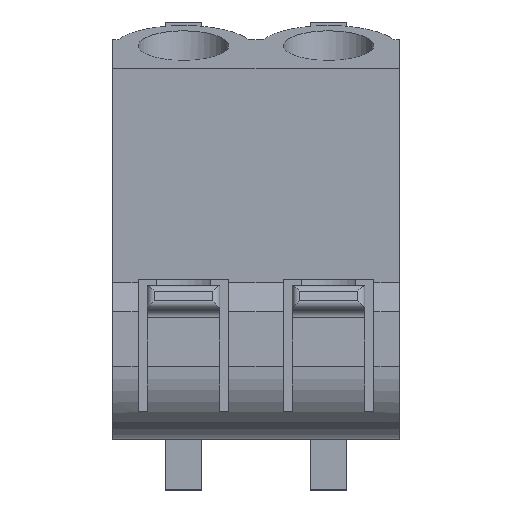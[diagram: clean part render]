
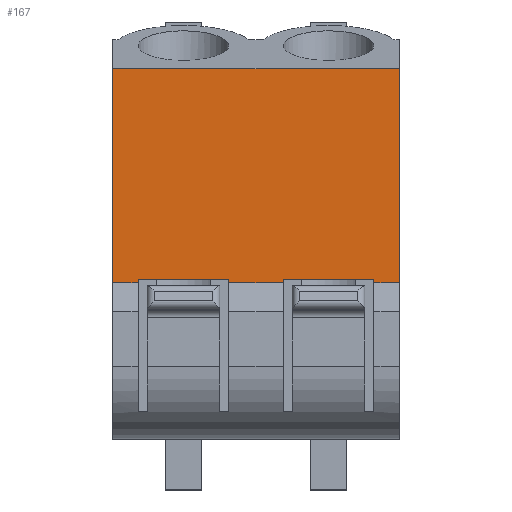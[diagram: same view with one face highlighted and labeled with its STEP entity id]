
A CAD part, top view. The second image highlights one B-rep face of the part: STEP entity #167.
In plain terms, the highlighted planar face has unit normal (0, -0.028, 1).
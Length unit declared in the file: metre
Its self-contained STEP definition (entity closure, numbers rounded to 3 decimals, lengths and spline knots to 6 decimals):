
#167 = ADVANCED_FACE( '', ( #434 ), #435, .F. );
#434 = FACE_OUTER_BOUND( '', #806, .T. );
#435 = PLANE( '', #807 );
#806 = EDGE_LOOP( '', ( #1217, #1218, #1219, #1220, #1221, #1222, #1223, #1224, #1225, #1226, #1227, #1228 ) );
#807 = AXIS2_PLACEMENT_3D( '', #1229, #1230, #1231 );
#1217 = ORIENTED_EDGE( '', *, *, #2302, .F. );
#1218 = ORIENTED_EDGE( '', *, *, #2303, .F. );
#1219 = ORIENTED_EDGE( '', *, *, #2304, .T. );
#1220 = ORIENTED_EDGE( '', *, *, #2305, .T. );
#1221 = ORIENTED_EDGE( '', *, *, #2306, .F. );
#1222 = ORIENTED_EDGE( '', *, *, #2307, .F. );
#1223 = ORIENTED_EDGE( '', *, *, #2308, .F. );
#1224 = ORIENTED_EDGE( '', *, *, #2309, .T. );
#1225 = ORIENTED_EDGE( '', *, *, #2310, .T. );
#1226 = ORIENTED_EDGE( '', *, *, #2311, .F. );
#1227 = ORIENTED_EDGE( '', *, *, #2312, .T. );
#1228 = ORIENTED_EDGE( '', *, *, #2313, .F. );
#1229 = CARTESIAN_POINT( '', ( 0.00395, 0.002804, 0.003899 ) );
#1230 = DIRECTION( '', ( 0., 0.028, -1. ) );
#1231 = DIRECTION( '', ( 0., 1., 0.028 ) );
#2302 = EDGE_CURVE( '', #2785, #2786, #2787, .T. );
#2303 = EDGE_CURVE( '', #2788, #2785, #2789, .T. );
#2304 = EDGE_CURVE( '', #2788, #2790, #2791, .T. );
#2305 = EDGE_CURVE( '', #2790, #2792, #2793, .T. );
#2306 = EDGE_CURVE( '', #2794, #2792, #2795, .T. );
#2307 = EDGE_CURVE( '', #2796, #2794, #2797, .T. );
#2308 = EDGE_CURVE( '', #2798, #2796, #2799, .T. );
#2309 = EDGE_CURVE( '', #2798, #2800, #2801, .T. );
#2310 = EDGE_CURVE( '', #2800, #2802, #2803, .T. );
#2311 = EDGE_CURVE( '', #2804, #2802, #2805, .T. );
#2312 = EDGE_CURVE( '', #2804, #2806, #2807, .T. );
#2313 = EDGE_CURVE( '', #2786, #2806, #2808, .T. );
#2785 = VERTEX_POINT( '', #3475 );
#2786 = VERTEX_POINT( '', #3476 );
#2787 = LINE( '', #3477, #3478 );
#2788 = VERTEX_POINT( '', #3479 );
#2789 = LINE( '', #3480, #3481 );
#2790 = VERTEX_POINT( '', #3482 );
#2791 = LINE( '', #3483, #3484 );
#2792 = VERTEX_POINT( '', #3485 );
#2793 = LINE( '', #3486, #3487 );
#2794 = VERTEX_POINT( '', #3488 );
#2795 = LINE( '', #3489, #3490 );
#2796 = VERTEX_POINT( '', #3491 );
#2797 = LINE( '', #3492, #3493 );
#2798 = VERTEX_POINT( '', #3494 );
#2799 = LINE( '', #3495, #3496 );
#2800 = VERTEX_POINT( '', #3497 );
#2801 = LINE( '', #3498, #3499 );
#2802 = VERTEX_POINT( '', #3500 );
#2803 = LINE( '', #3501, #3502 );
#2804 = VERTEX_POINT( '', #3503 );
#2805 = LINE( '', #3504, #3505 );
#2806 = VERTEX_POINT( '', #3506 );
#2807 = LINE( '', #3507, #3508 );
#2808 = LINE( '', #3509, #3510 );
#3475 = CARTESIAN_POINT( '', ( -0.00075, -0.00075, 0.0038 ) );
#3476 = CARTESIAN_POINT( '', ( -0.00075, -0.00065, 0.003803 ) );
#3477 = CARTESIAN_POINT( '', ( -0.00075, 0.002804, 0.003899 ) );
#3478 = VECTOR( '', #4310, 1. );
#3479 = CARTESIAN_POINT( '', ( 0.00075, -0.00075, 0.0038 ) );
#3480 = CARTESIAN_POINT( '', ( 0.00395, -0.00075, 0.0038 ) );
#3481 = VECTOR( '', #4311, 1. );
#3482 = CARTESIAN_POINT( '', ( 0.00075, -0.00065, 0.003803 ) );
#3483 = CARTESIAN_POINT( '', ( 0.00075, 0.002804, 0.003899 ) );
#3484 = VECTOR( '', #4312, 1. );
#3485 = CARTESIAN_POINT( '', ( 0.00325, -0.00065, 0.003803 ) );
#3486 = CARTESIAN_POINT( '', ( 0.00395, -0.00065, 0.003803 ) );
#3487 = VECTOR( '', #4313, 1. );
#3488 = CARTESIAN_POINT( '', ( 0.00325, -0.00075, 0.0038 ) );
#3489 = CARTESIAN_POINT( '', ( 0.00325, 0.002804, 0.003899 ) );
#3490 = VECTOR( '', #4314, 1. );
#3491 = CARTESIAN_POINT( '', ( 0.00395, -0.00075, 0.0038 ) );
#3492 = CARTESIAN_POINT( '', ( 0.00395, -0.00075, 0.0038 ) );
#3493 = VECTOR( '', #4315, 1. );
#3494 = CARTESIAN_POINT( '', ( 0.00395, 0.00515, 0.003964 ) );
#3495 = CARTESIAN_POINT( '', ( 0.00395, 0.002804, 0.003899 ) );
#3496 = VECTOR( '', #4316, 1. );
#3497 = CARTESIAN_POINT( '', ( -0.00395, 0.00515, 0.003964 ) );
#3498 = CARTESIAN_POINT( '', ( 0.02105, 0.00515, 0.003964 ) );
#3499 = VECTOR( '', #4317, 1. );
#3500 = CARTESIAN_POINT( '', ( -0.00395, -0.00075, 0.0038 ) );
#3501 = CARTESIAN_POINT( '', ( -0.00395, 0.002804, 0.003899 ) );
#3502 = VECTOR( '', #4318, 1. );
#3503 = CARTESIAN_POINT( '', ( -0.00325, -0.00075, 0.0038 ) );
#3504 = CARTESIAN_POINT( '', ( 0.00395, -0.00075, 0.0038 ) );
#3505 = VECTOR( '', #4319, 1. );
#3506 = CARTESIAN_POINT( '', ( -0.00325, -0.00065, 0.003803 ) );
#3507 = CARTESIAN_POINT( '', ( -0.00325, 0.002804, 0.003899 ) );
#3508 = VECTOR( '', #4320, 1. );
#3509 = CARTESIAN_POINT( '', ( 0.00395, -0.00065, 0.003803 ) );
#3510 = VECTOR( '', #4321, 1. );
#4310 = DIRECTION( '', ( 0., 1., 0.028 ) );
#4311 = DIRECTION( '', ( -1., 0., 0. ) );
#4312 = DIRECTION( '', ( 0., 1., 0.028 ) );
#4313 = DIRECTION( '', ( 1., 0., 0. ) );
#4314 = DIRECTION( '', ( 0., 1., 0.028 ) );
#4315 = DIRECTION( '', ( -1., 0., 0. ) );
#4316 = DIRECTION( '', ( 0., -1., -0.028 ) );
#4317 = DIRECTION( '', ( -1., 0., 0. ) );
#4318 = DIRECTION( '', ( 0., -1., -0.028 ) );
#4319 = DIRECTION( '', ( -1., 0., 0. ) );
#4320 = DIRECTION( '', ( 0., 1., 0.028 ) );
#4321 = DIRECTION( '', ( -1., 0., 0. ) );
